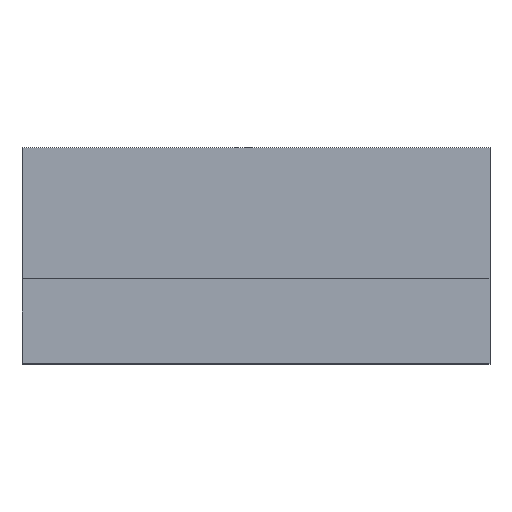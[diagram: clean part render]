
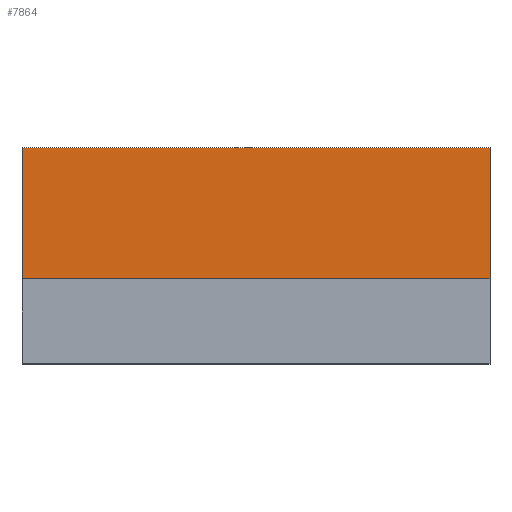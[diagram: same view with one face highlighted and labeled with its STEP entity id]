
A CAD part, top view. The second image highlights one B-rep face of the part: STEP entity #7864.
In plain terms, the highlighted planar face has unit normal (0, 0, 1).
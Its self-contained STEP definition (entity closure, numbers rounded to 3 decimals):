
#419 = DIRECTION ( 'NONE',  ( 0., -1., 0. ) ) ;
#452 = CARTESIAN_POINT ( 'NONE',  ( 65.338, 50., 27.307 ) ) ;
#548 = LINE ( 'NONE', #1033, #13629 ) ;
#603 = ORIENTED_EDGE ( 'NONE', *, *, #3785, .F. ) ;
#1033 = CARTESIAN_POINT ( 'NONE',  ( 65.338, 13.571, 27.307 ) ) ;
#1555 = ORIENTED_EDGE ( 'NONE', *, *, #3464, .T. ) ;
#2134 = CARTESIAN_POINT ( 'NONE',  ( 65.338, 13.571, 27.307 ) ) ;
#2228 = FACE_OUTER_BOUND ( 'NONE', #7025, .T. ) ;
#2794 = LINE ( 'NONE', #13507, #9609 ) ;
#3155 = DIRECTION ( 'NONE',  ( 1., 0., 0. ) ) ;
#3237 = DIRECTION ( 'NONE',  ( 0., 0., 1. ) ) ;
#3464 = EDGE_CURVE ( 'NONE', #14982, #5751, #15311, .T. ) ;
#3785 = EDGE_CURVE ( 'NONE', #14982, #7818, #2794, .T. ) ;
#4513 = DIRECTION ( 'NONE',  ( 1., 0., 0. ) ) ;
#5130 = CARTESIAN_POINT ( 'NONE',  ( -64.662, 13.571, 27.307 ) ) ;
#5483 = DIRECTION ( 'NONE',  ( 0., -1., 0. ) ) ;
#5712 = EDGE_CURVE ( 'NONE', #7818, #6294, #548, .T. ) ;
#5751 = VERTEX_POINT ( 'NONE', #15402 ) ;
#6294 = VERTEX_POINT ( 'NONE', #2134 ) ;
#7025 = EDGE_LOOP ( 'NONE', ( #603, #1555, #14476, #15399 ) ) ;
#7818 = VERTEX_POINT ( 'NONE', #452 ) ;
#7864 = ADVANCED_FACE ( 'NONE', ( #2228 ), #9325, .T. ) ;
#7970 = CARTESIAN_POINT ( 'NONE',  ( -64.662, 50., 27.307 ) ) ;
#9235 = VECTOR ( 'NONE', #419, 1000. ) ;
#9299 = CARTESIAN_POINT ( 'NONE',  ( -102.069, 13.571, 27.307 ) ) ;
#9325 = PLANE ( 'NONE',  #10875 ) ;
#9609 = VECTOR ( 'NONE', #14727, 1000. ) ;
#9651 = VECTOR ( 'NONE', #3155, 1000. ) ;
#10044 = LINE ( 'NONE', #9299, #9651 ) ;
#10494 = CARTESIAN_POINT ( 'NONE',  ( -102.069, 13.571, 27.307 ) ) ;
#10875 = AXIS2_PLACEMENT_3D ( 'NONE', #10494, #3237, #4513 ) ;
#12202 = EDGE_CURVE ( 'NONE', #5751, #6294, #10044, .T. ) ;
#13507 = CARTESIAN_POINT ( 'NONE',  ( -102.069, 50., 27.307 ) ) ;
#13629 = VECTOR ( 'NONE', #5483, 1000. ) ;
#14476 = ORIENTED_EDGE ( 'NONE', *, *, #12202, .T. ) ;
#14727 = DIRECTION ( 'NONE',  ( 1., 0., 0. ) ) ;
#14982 = VERTEX_POINT ( 'NONE', #7970 ) ;
#15311 = LINE ( 'NONE', #5130, #9235 ) ;
#15399 = ORIENTED_EDGE ( 'NONE', *, *, #5712, .F. ) ;
#15402 = CARTESIAN_POINT ( 'NONE',  ( -64.662, 13.571, 27.307 ) ) ;
